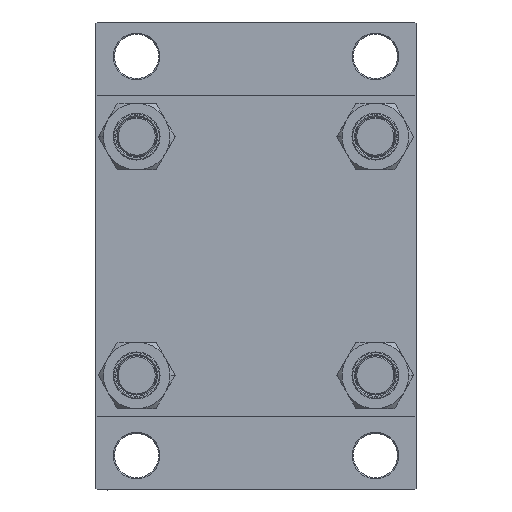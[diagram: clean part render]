
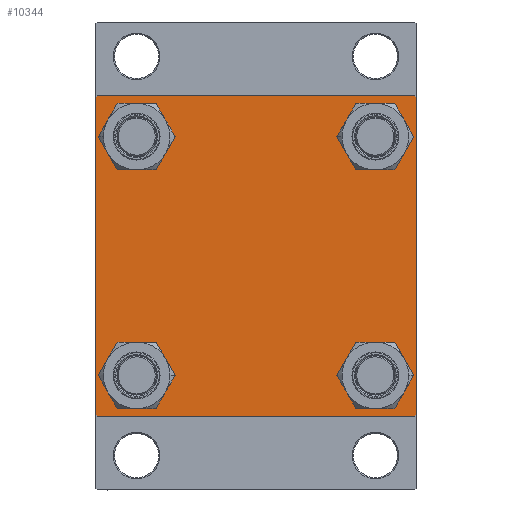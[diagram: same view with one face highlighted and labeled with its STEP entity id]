
A CAD part, left-side view. The second image highlights one B-rep face of the part: STEP entity #10344.
In plain terms, the highlighted planar face has unit normal (-1, 0, 0).
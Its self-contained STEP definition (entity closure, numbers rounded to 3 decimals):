
#371 = EDGE_CURVE ( 'NONE', #42687, #38652, #12826, .T. ) ;
#623 = CARTESIAN_POINT ( 'NONE',  ( 0., 48.45, -56.95 ) ) ;
#717 = CARTESIAN_POINT ( 'NONE',  ( 0., -48.45, 48.45 ) ) ;
#755 = CARTESIAN_POINT ( 'NONE',  ( 0., 48.45, 56.95 ) ) ;
#1599 = FACE_BOUND ( 'NONE', #43181, .T. ) ;
#2267 = EDGE_CURVE ( 'NONE', #36021, #21130, #16749, .T. ) ;
#2379 = ORIENTED_EDGE ( 'NONE', *, *, #37674, .T. ) ;
#2512 = ORIENTED_EDGE ( 'NONE', *, *, #46563, .F. ) ;
#2911 = ORIENTED_EDGE ( 'NONE', *, *, #44849, .T. ) ;
#3396 = DIRECTION ( 'NONE',  ( 0., 0., -1. ) ) ;
#3564 = EDGE_CURVE ( 'NONE', #27081, #39307, #11625, .T. ) ;
#3720 = AXIS2_PLACEMENT_3D ( 'NONE', #10481, #17959, #11853 ) ;
#4380 = EDGE_CURVE ( 'NONE', #10030, #46932, #9496, .T. ) ;
#4569 = CARTESIAN_POINT ( 'NONE',  ( 0., -48.45, 56.95 ) ) ;
#5002 = DIRECTION ( 'NONE',  ( 0., 0., 1. ) ) ;
#6850 = CARTESIAN_POINT ( 'NONE',  ( 0., -48.45, 39.95 ) ) ;
#7149 = EDGE_LOOP ( 'NONE', ( #28953, #40125, #21133, #42639, #20191, #44349, #2512, #33282 ) ) ;
#7528 = CARTESIAN_POINT ( 'NONE',  ( 0., 65., 64.5 ) ) ;
#8751 = EDGE_CURVE ( 'NONE', #10190, #34115, #41736, .T. ) ;
#9032 = CARTESIAN_POINT ( 'NONE',  ( 0., -64.75, 64.75 ) ) ;
#9323 = FACE_OUTER_BOUND ( 'NONE', #7149, .T. ) ;
#9496 = LINE ( 'NONE', #31457, #41447 ) ;
#10030 = VERTEX_POINT ( 'NONE', #32778 ) ;
#10190 = VERTEX_POINT ( 'NONE', #47041 ) ;
#10344 = ADVANCED_FACE ( 'NONE', ( #12713, #1599, #27431, #17053, #9323 ), #16579, .T. ) ;
#10481 = CARTESIAN_POINT ( 'NONE',  ( 0., -48.45, -48.45 ) ) ;
#10752 = VERTEX_POINT ( 'NONE', #755 ) ;
#11345 = CARTESIAN_POINT ( 'NONE',  ( 0., 65., 65. ) ) ;
#11376 = CARTESIAN_POINT ( 'NONE',  ( 0., 64.75, 64.75 ) ) ;
#11577 = DIRECTION ( 'NONE',  ( 0., 0., -1. ) ) ;
#11625 = LINE ( 'NONE', #11376, #46074 ) ;
#11692 = AXIS2_PLACEMENT_3D ( 'NONE', #40776, #15185, #41733 ) ;
#11853 = DIRECTION ( 'NONE',  ( 0., 0., 1. ) ) ;
#11931 = CARTESIAN_POINT ( 'NONE',  ( 0., -64.75, -64.75 ) ) ;
#12389 = DIRECTION ( 'NONE',  ( 0., -0.707, -0.707 ) ) ;
#12433 = DIRECTION ( 'NONE',  ( 0., 0.707, 0.707 ) ) ;
#12713 = FACE_BOUND ( 'NONE', #18063, .T. ) ;
#12730 = CARTESIAN_POINT ( 'NONE',  ( 0., 48.45, 48.45 ) ) ;
#12826 = CIRCLE ( 'NONE', #28226, 8.5 ) ;
#13102 = VERTEX_POINT ( 'NONE', #41339 ) ;
#14144 = CARTESIAN_POINT ( 'NONE',  ( 0., 48.45, 48.45 ) ) ;
#14601 = AXIS2_PLACEMENT_3D ( 'NONE', #22580, #37298, #45022 ) ;
#15035 = VECTOR ( 'NONE', #12389, 1000. ) ;
#15043 = ORIENTED_EDGE ( 'NONE', *, *, #2267, .T. ) ;
#15185 = DIRECTION ( 'NONE',  ( 1., 0., 0. ) ) ;
#15520 = DIRECTION ( 'NONE',  ( 1., 0., 0. ) ) ;
#16019 = DIRECTION ( 'NONE',  ( 0., -0.707, 0.707 ) ) ;
#16579 = PLANE ( 'NONE',  #24680 ) ;
#16749 = CIRCLE ( 'NONE', #39865, 8.5 ) ;
#17053 = FACE_BOUND ( 'NONE', #42436, .T. ) ;
#17959 = DIRECTION ( 'NONE',  ( 1., 0., 0. ) ) ;
#18063 = EDGE_LOOP ( 'NONE', ( #44046, #29579 ) ) ;
#18263 = VERTEX_POINT ( 'NONE', #21774 ) ;
#18416 = ORIENTED_EDGE ( 'NONE', *, *, #33878, .T. ) ;
#18436 = CARTESIAN_POINT ( 'NONE',  ( 0., -64.5, 65. ) ) ;
#19001 = EDGE_CURVE ( 'NONE', #46932, #34115, #33641, .T. ) ;
#19645 = DIRECTION ( 'NONE',  ( 0., -1., 0. ) ) ;
#20191 = ORIENTED_EDGE ( 'NONE', *, *, #8751, .F. ) ;
#20435 = CARTESIAN_POINT ( 'NONE',  ( 0., 0., 0. ) ) ;
#21130 = VERTEX_POINT ( 'NONE', #623 ) ;
#21133 = ORIENTED_EDGE ( 'NONE', *, *, #4380, .T. ) ;
#21774 = CARTESIAN_POINT ( 'NONE',  ( 0., 48.45, 39.95 ) ) ;
#22095 = DIRECTION ( 'NONE',  ( 1., 0., 0. ) ) ;
#22328 = AXIS2_PLACEMENT_3D ( 'NONE', #14144, #22095, #36113 ) ;
#22503 = VECTOR ( 'NONE', #23821, 1000. ) ;
#22527 = CARTESIAN_POINT ( 'NONE',  ( 0., 48.45, -48.45 ) ) ;
#22580 = CARTESIAN_POINT ( 'NONE',  ( 0., -48.45, -48.45 ) ) ;
#23117 = CARTESIAN_POINT ( 'NONE',  ( 0., 48.45, -48.45 ) ) ;
#23653 = EDGE_CURVE ( 'NONE', #39307, #47282, #37173, .T. ) ;
#23821 = DIRECTION ( 'NONE',  ( 0., -1., 0. ) ) ;
#23824 = DIRECTION ( 'NONE',  ( 1., 0., 0. ) ) ;
#24247 = ORIENTED_EDGE ( 'NONE', *, *, #37430, .T. ) ;
#24532 = DIRECTION ( 'NONE',  ( -1., 0., 0. ) ) ;
#24546 = CIRCLE ( 'NONE', #42244, 8.5 ) ;
#24680 = AXIS2_PLACEMENT_3D ( 'NONE', #20435, #24532, #28142 ) ;
#25043 = VERTEX_POINT ( 'NONE', #18436 ) ;
#25123 = EDGE_CURVE ( 'NONE', #47282, #10030, #31210, .T. ) ;
#25955 = CARTESIAN_POINT ( 'NONE',  ( 0., -65., -64.5 ) ) ;
#26187 = CIRCLE ( 'NONE', #22328, 8.5 ) ;
#26534 = VECTOR ( 'NONE', #3396, 1000. ) ;
#26774 = CARTESIAN_POINT ( 'NONE',  ( 0., -65., 65. ) ) ;
#27081 = VERTEX_POINT ( 'NONE', #30756 ) ;
#27342 = CARTESIAN_POINT ( 'NONE',  ( 0., -64.5, -65. ) ) ;
#27431 = FACE_BOUND ( 'NONE', #47610, .T. ) ;
#28142 = DIRECTION ( 'NONE',  ( 0., 0., 1. ) ) ;
#28226 = AXIS2_PLACEMENT_3D ( 'NONE', #717, #36478, #28986 ) ;
#28488 = CARTESIAN_POINT ( 'NONE',  ( 0., -48.45, -39.95 ) ) ;
#28953 = ORIENTED_EDGE ( 'NONE', *, *, #23653, .T. ) ;
#28986 = DIRECTION ( 'NONE',  ( 0., 0., 1. ) ) ;
#29579 = ORIENTED_EDGE ( 'NONE', *, *, #41897, .T. ) ;
#29722 = DIRECTION ( 'NONE',  ( 0., 0.707, -0.707 ) ) ;
#30302 = AXIS2_PLACEMENT_3D ( 'NONE', #12730, #42164, #5002 ) ;
#30371 = LINE ( 'NONE', #46023, #22503 ) ;
#30756 = CARTESIAN_POINT ( 'NONE',  ( 0., 64.5, 65. ) ) ;
#31210 = LINE ( 'NONE', #34586, #15035 ) ;
#31457 = CARTESIAN_POINT ( 'NONE',  ( 0., 65., -65. ) ) ;
#32501 = CIRCLE ( 'NONE', #11692, 8.5 ) ;
#32778 = CARTESIAN_POINT ( 'NONE',  ( 0., 64.5, -65. ) ) ;
#32952 = ORIENTED_EDGE ( 'NONE', *, *, #34414, .T. ) ;
#33282 = ORIENTED_EDGE ( 'NONE', *, *, #3564, .T. ) ;
#33517 = CARTESIAN_POINT ( 'NONE',  ( 0., 65., -64.5 ) ) ;
#33641 = LINE ( 'NONE', #11931, #34898 ) ;
#33878 = EDGE_CURVE ( 'NONE', #21130, #36021, #24546, .T. ) ;
#34115 = VERTEX_POINT ( 'NONE', #25955 ) ;
#34156 = EDGE_CURVE ( 'NONE', #10190, #25043, #34390, .T. ) ;
#34390 = LINE ( 'NONE', #9032, #38422 ) ;
#34414 = EDGE_CURVE ( 'NONE', #13102, #46454, #39178, .T. ) ;
#34586 = CARTESIAN_POINT ( 'NONE',  ( 0., 64.75, -64.75 ) ) ;
#34684 = DIRECTION ( 'NONE',  ( 0., 0., 1. ) ) ;
#34898 = VECTOR ( 'NONE', #16019, 1000. ) ;
#36021 = VERTEX_POINT ( 'NONE', #39545 ) ;
#36113 = DIRECTION ( 'NONE',  ( 0., 0., 1. ) ) ;
#36478 = DIRECTION ( 'NONE',  ( 1., 0., 0. ) ) ;
#36974 = CIRCLE ( 'NONE', #14601, 8.5 ) ;
#37004 = DIRECTION ( 'NONE',  ( 0., 0., 1. ) ) ;
#37173 = LINE ( 'NONE', #11345, #26534 ) ;
#37298 = DIRECTION ( 'NONE',  ( 1., 0., 0. ) ) ;
#37430 = EDGE_CURVE ( 'NONE', #18263, #10752, #26187, .T. ) ;
#37674 = EDGE_CURVE ( 'NONE', #46454, #13102, #36974, .T. ) ;
#38422 = VECTOR ( 'NONE', #12433, 1000. ) ;
#38652 = VERTEX_POINT ( 'NONE', #6850 ) ;
#39178 = CIRCLE ( 'NONE', #3720, 8.5 ) ;
#39307 = VERTEX_POINT ( 'NONE', #7528 ) ;
#39545 = CARTESIAN_POINT ( 'NONE',  ( 0., 48.45, -39.95 ) ) ;
#39865 = AXIS2_PLACEMENT_3D ( 'NONE', #22527, #15520, #37004 ) ;
#40125 = ORIENTED_EDGE ( 'NONE', *, *, #25123, .T. ) ;
#40311 = CIRCLE ( 'NONE', #30302, 8.5 ) ;
#40776 = CARTESIAN_POINT ( 'NONE',  ( 0., -48.45, 48.45 ) ) ;
#41339 = CARTESIAN_POINT ( 'NONE',  ( 0., -48.45, -56.95 ) ) ;
#41447 = VECTOR ( 'NONE', #19645, 1000. ) ;
#41733 = DIRECTION ( 'NONE',  ( 0., 0., 1. ) ) ;
#41736 = LINE ( 'NONE', #26774, #45477 ) ;
#41897 = EDGE_CURVE ( 'NONE', #38652, #42687, #32501, .T. ) ;
#42164 = DIRECTION ( 'NONE',  ( 1., 0., 0. ) ) ;
#42244 = AXIS2_PLACEMENT_3D ( 'NONE', #23117, #23824, #34684 ) ;
#42436 = EDGE_LOOP ( 'NONE', ( #2911, #24247 ) ) ;
#42639 = ORIENTED_EDGE ( 'NONE', *, *, #19001, .T. ) ;
#42687 = VERTEX_POINT ( 'NONE', #4569 ) ;
#43181 = EDGE_LOOP ( 'NONE', ( #2379, #32952 ) ) ;
#44046 = ORIENTED_EDGE ( 'NONE', *, *, #371, .T. ) ;
#44349 = ORIENTED_EDGE ( 'NONE', *, *, #34156, .T. ) ;
#44849 = EDGE_CURVE ( 'NONE', #10752, #18263, #40311, .T. ) ;
#45022 = DIRECTION ( 'NONE',  ( 0., 0., 1. ) ) ;
#45477 = VECTOR ( 'NONE', #11577, 1000. ) ;
#46023 = CARTESIAN_POINT ( 'NONE',  ( 0., 65., 65. ) ) ;
#46074 = VECTOR ( 'NONE', #29722, 1000. ) ;
#46454 = VERTEX_POINT ( 'NONE', #28488 ) ;
#46563 = EDGE_CURVE ( 'NONE', #27081, #25043, #30371, .T. ) ;
#46932 = VERTEX_POINT ( 'NONE', #27342 ) ;
#47041 = CARTESIAN_POINT ( 'NONE',  ( 0., -65., 64.5 ) ) ;
#47282 = VERTEX_POINT ( 'NONE', #33517 ) ;
#47610 = EDGE_LOOP ( 'NONE', ( #15043, #18416 ) ) ;
